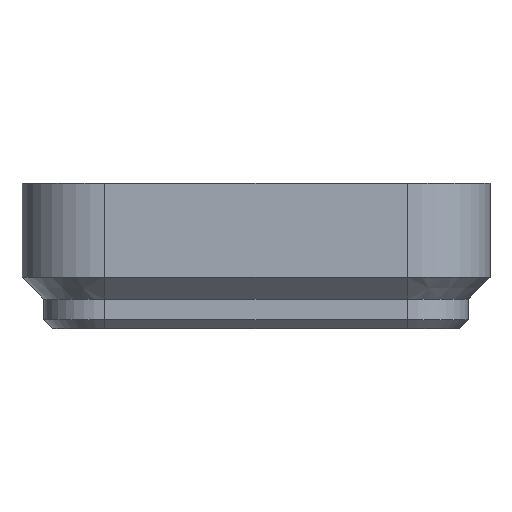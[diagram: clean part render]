
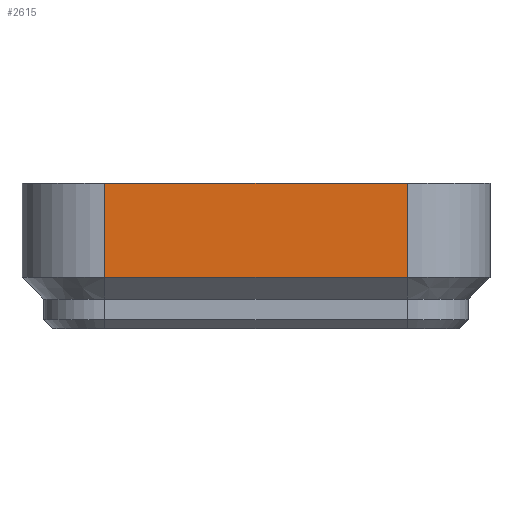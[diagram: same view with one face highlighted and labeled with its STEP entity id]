
A CAD part, front view. The second image highlights one B-rep face of the part: STEP entity #2615.
In plain terms, the highlighted planar face has unit normal (0, -1, 0).
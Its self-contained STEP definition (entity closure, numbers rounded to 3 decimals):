
#144=LINE('',#4079,#424);
#145=LINE('',#4085,#425);
#146=LINE('',#4088,#426);
#147=LINE('',#4089,#427);
#424=VECTOR('',#3201,1000.);
#425=VECTOR('',#3208,1000.);
#426=VECTOR('',#3209,1000.);
#427=VECTOR('',#3210,1000.);
#744=ORIENTED_EDGE('',*,*,#1519,.T.);
#745=ORIENTED_EDGE('',*,*,#1520,.T.);
#746=ORIENTED_EDGE('',*,*,#1516,.F.);
#747=ORIENTED_EDGE('',*,*,#1521,.T.);
#1516=EDGE_CURVE('',#1900,#1901,#144,.T.);
#1519=EDGE_CURVE('',#1902,#1903,#145,.T.);
#1520=EDGE_CURVE('',#1903,#1901,#146,.T.);
#1521=EDGE_CURVE('',#1900,#1902,#147,.T.);
#1900=VERTEX_POINT('',#4080);
#1901=VERTEX_POINT('',#4081);
#1902=VERTEX_POINT('',#4086);
#1903=VERTEX_POINT('',#4087);
#2180=EDGE_LOOP('',(#744,#745,#746,#747));
#2354=FACE_BOUND('',#2180,.T.);
#2524=PLANE('',#2830);
#2615=ADVANCED_FACE('',(#2354),#2524,.F.);
#2830=AXIS2_PLACEMENT_3D('',#4084,#3206,#3207);
#3201=DIRECTION('',(0.,0.,1.));
#3206=DIRECTION('',(0.,1.,0.));
#3207=DIRECTION('',(0.,0.,1.));
#3208=DIRECTION('',(0.,0.,1.));
#3209=DIRECTION('',(-1.,0.,0.));
#3210=DIRECTION('',(1.,0.,0.));
#4079=CARTESIAN_POINT('',(-13.25,-62.5,-1.));
#4080=CARTESIAN_POINT('',(-13.25,-62.5,-1.25));
#4081=CARTESIAN_POINT('',(-13.25,-62.5,7.));
#4084=CARTESIAN_POINT('',(0.,-62.5,-1.));
#4085=CARTESIAN_POINT('',(13.25,-62.5,-1.));
#4086=CARTESIAN_POINT('',(13.25,-62.5,-1.25));
#4087=CARTESIAN_POINT('',(13.25,-62.5,7.));
#4088=CARTESIAN_POINT('',(0.,-62.5,7.));
#4089=CARTESIAN_POINT('',(13.25,-62.5,-1.25));
